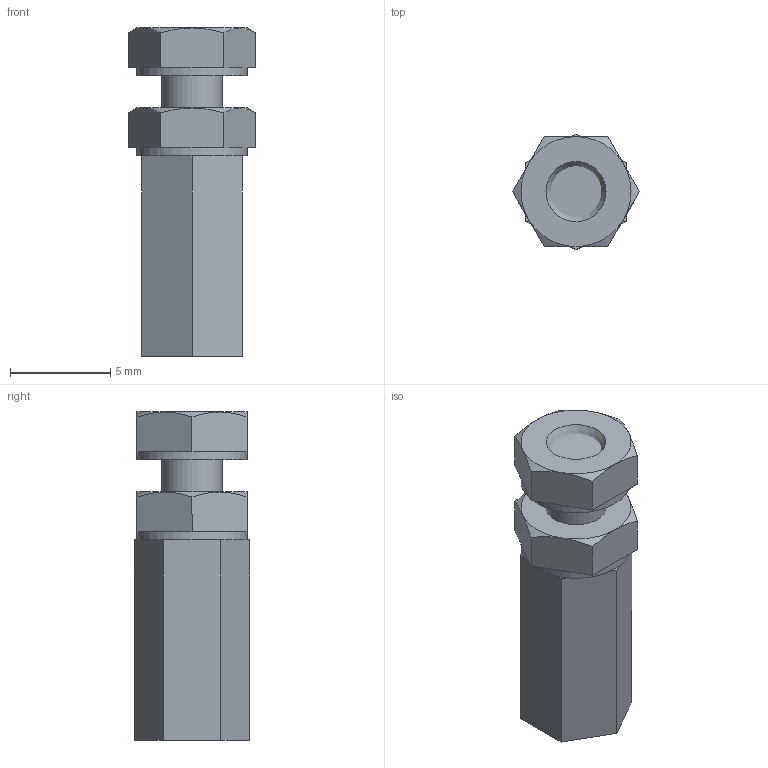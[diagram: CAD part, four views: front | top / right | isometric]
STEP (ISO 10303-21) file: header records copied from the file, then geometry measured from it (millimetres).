
FILE_DESCRIPTION(/* description */ (''),/* implementation_level */ '2;1');
FILE_NAME(/* name */ '5f5413b6fd339b15f476cac8',/* time_stamp */ '2020-09-05T22:39:51+00:00',/* author */ (''),/* organization */ (''),/* preprocessor_version */ 'ST-DEVELOPER v16.7',/* originating_system */ $,/* authorisation */ $);
FILE_SCHEMA (('AUTOMOTIVE_DESIGN {1 0 10303 214 3 1 1}'));
Length unit declared in the file: metre
Products named in the file (3): PCB spacer 12.4mm; Spacer M3x10 with Pin M3x6; Hex nut style 1 grade A & B M3x0.5
Assembly tree (3 placements, depth 2):
  PCB spacer 12.4mm
    Spacer M3x10 with Pin M3x6
    Hex nut style 1 grade A & B M3x0.5  x2
Bounding box: 6.35 x 5.77 x 16.4 mm (x, y, z)
Volume: 300.9 mm3; surface area: 553.7 mm2
Topology: 3 solids, 3 shells, 60 faces, 128 edges, 76 vertices
Faces by surface type: plane 38, cone 16, cylinder 6
Full cylindrical faces by diameter (mm): 2.459 x2, 3 x2, 5.5 x2
Entity records: 1010 total; most frequent: CARTESIAN_POINT 190, DIRECTION 158, ORIENTED_EDGE 138, EDGE_CURVE 69, AXIS2_PLACEMENT_3D 61, EDGE_LOOP 46, FACE_BOUND 46, VERTEX_POINT 45
